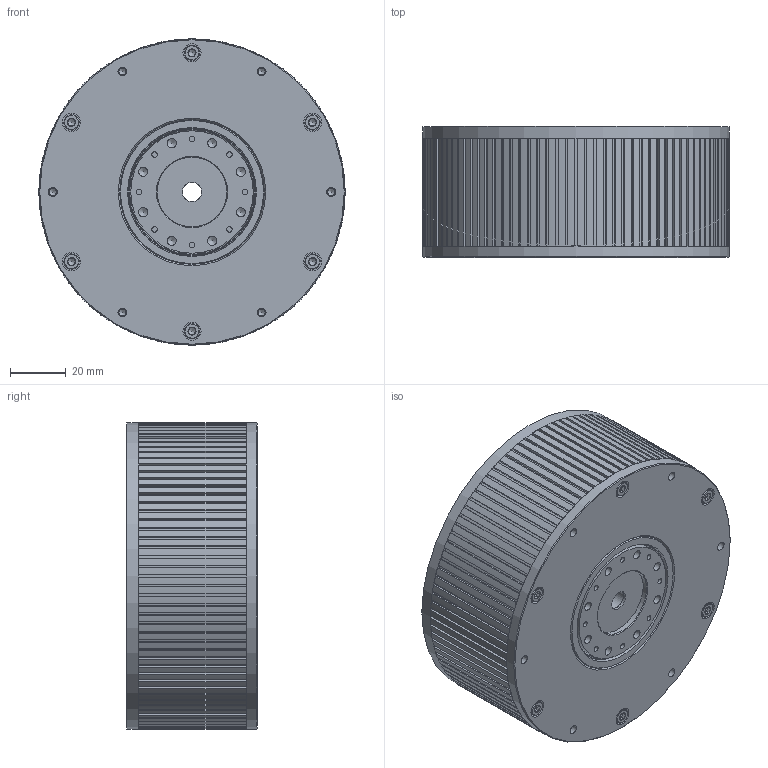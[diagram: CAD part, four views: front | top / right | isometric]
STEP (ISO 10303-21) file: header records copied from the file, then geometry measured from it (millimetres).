
FILE_DESCRIPTION(('FreeCAD Model'),'2;1');
FILE_NAME('Open CASCADE Shape Model','2024-03-14T14:03:58',(''),(''), 'Open CASCADE STEP processor 7.6','FreeCAD','Unknown');
FILE_SCHEMA(('AUTOMOTIVE_DESIGN { 1 0 10303 214 1 1 1 1 }'));
Length unit declared in the file: millimetre
Products named in the file (13): RO80-BSR70(1); RO80-BSR70-A2(1); RO80-BSR70-A5(1); RO80-BSR70-689ZZ014; RO80-BSR70-689ZZ; RO80-BSR70-A7(1); RO80-BSR70-A8(1); RO80-BSR70-BSR070-049-01-000_ASSY_R1(1)¼öÁ¤1; RO80-BSR70-BSR070-049-01-000_ASSY_R1(1)¼öÁ¤110; RO80-BSR70-BSR070-049-01-000_ASSY_R1(1)¼öÁ¤108; RO80-BSR70-BSR070-049-01-000_ASSY_R1(1)¼öÁ¤4; CSH-STN-M3-8-1_CSH-STN-M3-20; CSH-STN-M3-10_CSH-STN-M3-10
Assembly tree (22 placements, depth 3):
  RO80-BSR70(1)
    RO80-BSR70-A2(1)
    RO80-BSR70-A5(1)
    RO80-BSR70-689ZZ014
      RO80-BSR70-689ZZ
    RO80-BSR70-A7(1)
    RO80-BSR70-A8(1)
    RO80-BSR70-BSR070-049-01-000_ASSY_R1(1)¼öÁ¤1
    RO80-BSR70-BSR070-049-01-000_ASSY_R1(1)¼öÁ¤110
      RO80-BSR70-BSR070-049-01-000_ASSY_R1(1)¼öÁ¤108
    RO80-BSR70-BSR070-049-01-000_ASSY_R1(1)¼öÁ¤4
    CSH-STN-M3-8-1_CSH-STN-M3-20  x6
    CSH-STN-M3-10_CSH-STN-M3-10  x6
Bounding box: 110 x 47 x 110 mm (x, y, z)
Volume: 151182.8 mm3; surface area: 105105.6 mm2
Topology: 20 solids, 20 shells, 939 faces, 2340 edges, 1492 vertices
Faces by surface type: plane 473, cylinder 279, cone 168, torus 19
Full cylindrical faces by diameter (mm): 2 x8, 2.5 x24, 3 x12, 3.2 x24, 3.242 x8, 4 x8, 5.5 x12, 6.5 x12, 7 x2, 9 x4, 11 x1, 11.56 x2, 12 x1, 17 x1, 20 x1, 22 x1, 25 x2, 28 x1, 44 x2, 45 x1, 48 x1, 50.206 x1, 52 x2, 58 x1, 61 x1, 91 x1, 95 x1, 105 x4, 110 x2
Entity records: 23701 total; most frequent: CARTESIAN_POINT 4327, ORIENTED_EDGE 3832, DIRECTION 3820, EDGE_CURVE 1916, AXIS2_PLACEMENT_3D 1372, VERTEX_POINT 1282, LINE 1076, VECTOR 1076
